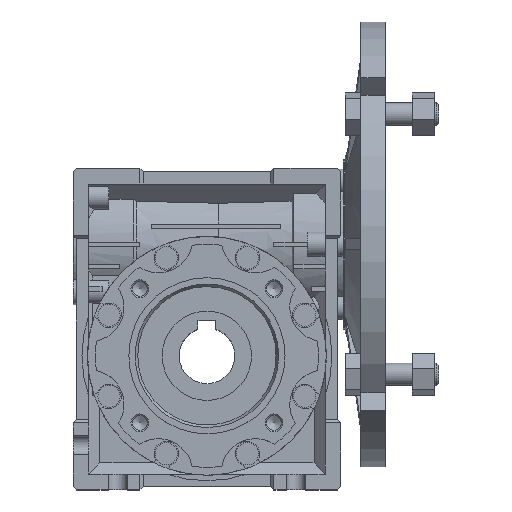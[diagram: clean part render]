
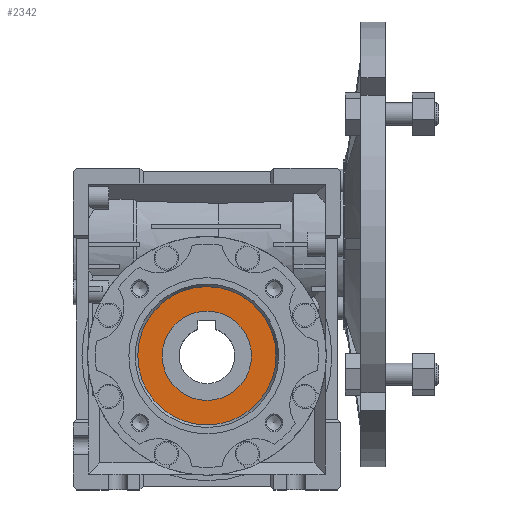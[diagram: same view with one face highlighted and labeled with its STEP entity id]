
A CAD part, top view. The second image highlights one B-rep face of the part: STEP entity #2342.
In plain terms, the highlighted face is planar.
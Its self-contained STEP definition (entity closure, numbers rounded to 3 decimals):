
#2342 = ADVANCED_FACE( '', ( #5076, #5077 ), #5078, .T. );
#5076 = FACE_BOUND( '', #8214, .T. );
#5077 = FACE_OUTER_BOUND( '', #8215, .T. );
#5078 = PLANE( '', #8216 );
#8214 = EDGE_LOOP( '', ( #15072 ) );
#8215 = EDGE_LOOP( '', ( #15073 ) );
#8216 = AXIS2_PLACEMENT_3D( '', #15074, #15075, #15076 );
#15072 = ORIENTED_EDGE( '', *, *, #20940, .T. );
#15073 = ORIENTED_EDGE( '', *, *, #20616, .F. );
#15074 = CARTESIAN_POINT( '', ( -44., 31., 0. ) );
#15075 = DIRECTION( '', ( -1., 0., 0. ) );
#15076 = DIRECTION( '', ( 0., 0., 1. ) );
#20616 = EDGE_CURVE( '', #25546, #25546, #25547, .T. );
#20940 = EDGE_CURVE( '', #25954, #25954, #25955, .T. );
#25546 = VERTEX_POINT( '', #32831 );
#25547 = CIRCLE( '', #32832, 31. );
#25954 = VERTEX_POINT( '', #33527 );
#25955 = CIRCLE( '', #33528, 20. );
#32831 = CARTESIAN_POINT( '', ( -44., 0., -31. ) );
#32832 = AXIS2_PLACEMENT_3D( '', #37257, #37258, #37259 );
#33527 = CARTESIAN_POINT( '', ( -44., 0., -20. ) );
#33528 = AXIS2_PLACEMENT_3D( '', #37582, #37583, #37584 );
#37257 = CARTESIAN_POINT( '', ( -44., 0., 0. ) );
#37258 = DIRECTION( '', ( 1., 0., 0. ) );
#37259 = DIRECTION( '', ( 0., 0., -1. ) );
#37582 = CARTESIAN_POINT( '', ( -44., 0., 0. ) );
#37583 = DIRECTION( '', ( 1., 0., 0. ) );
#37584 = DIRECTION( '', ( 0., 0., -1. ) );
